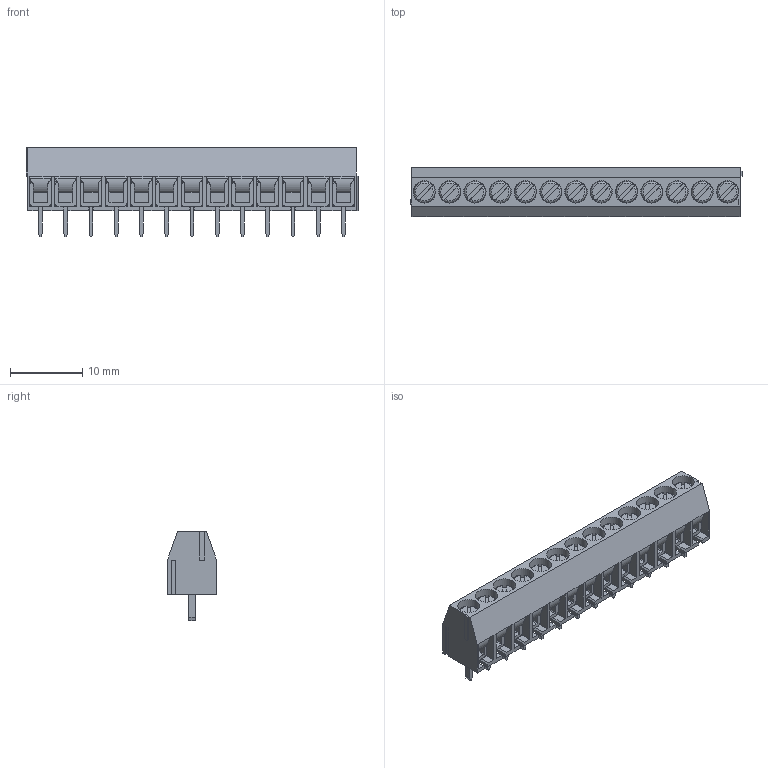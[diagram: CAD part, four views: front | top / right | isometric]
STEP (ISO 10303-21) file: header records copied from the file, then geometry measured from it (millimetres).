
FILE_DESCRIPTION(('FreeCAD Model'),'2;1');
FILE_NAME('Open CASCADE Shape Model','2023-02-18T22:12:53',( 'kicad StepUp'),('ksu MCAD'),'Open CASCADE STEP processor 7.6', 'FreeCAD','Unknown');
FILE_SCHEMA(('AUTOMOTIVE_DESIGN { 1 0 10303 214 1 1 1 1 }'));
Length unit declared in the file: millimetre
Products named in the file (44): PCB_Terminal_Block_13-P3.5; Body268; Body269; Body270; M1.6x4-Screw012; Body271; Body272; Body273; Body274; Body275; Body276; Body277; Body278; Body279; Body280; Body281; Body282; Body283; Body284; Body285; Body286; Body287; Body288; Body289; Body290; Body291; Body292; Body293; Body294; Body295; Body296; Body297; Body298; Body299; Body300; Body301; Body302; Body303; Body304; Body305 ...
Assembly tree (43 placements, depth 2):
  PCB_Terminal_Block_13-P3.5
    Body268
    Body269
    Body270
    M1.6x4-Screw012
    Body271
    Body272
    Body273
    Body274
    Body275
    Body276
    Body277
    Body278
    Body279
    Body280
    Body281
    Body282
    Body283
    Body284
    Body285
    Body286
    Body287
    Body288
    Body289
    Body290
    Body291
    Body292
    Body293
    Body294
    Body295
    Body296
    Body297
    Body298
    Body299
    Body300
    Body301
    Body302
    Body303
    Body304
    Body305
    Body306
    Body307
    Body308
    Body309
Bounding box: 46 x 6.8 x 12.4 mm (x, y, z)
Volume: 1913.3 mm3; surface area: 6013.5 mm2
Topology: 43 solids, 43 shells, 1300 faces, 3518 edges, 2302 vertices
Faces by surface type: plane 854, cylinder 390, revolution 42, cone 14
Full cylindrical faces by diameter (mm): 1.25 x28, 1.6 x14, 1.8 x14, 2.1 x13, 3.1 x13
Entity records: 44039 total; most frequent: CARTESIAN_POINT 9418, ORIENTED_EDGE 7038, DIRECTION 6916, EDGE_CURVE 3518, LINE 2402, VECTOR 2402, VERTEX_POINT 2302, AXIS2_PLACEMENT_3D 2236
